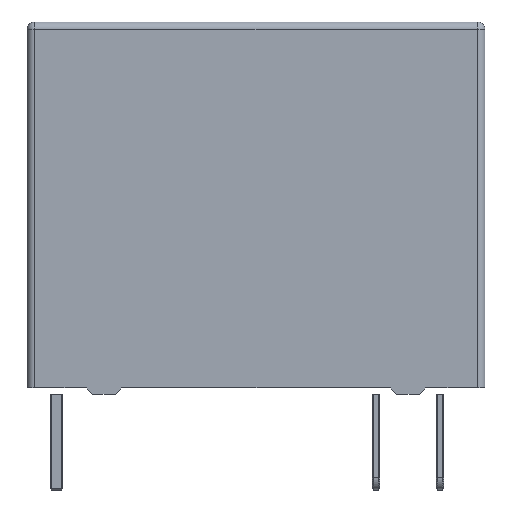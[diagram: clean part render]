
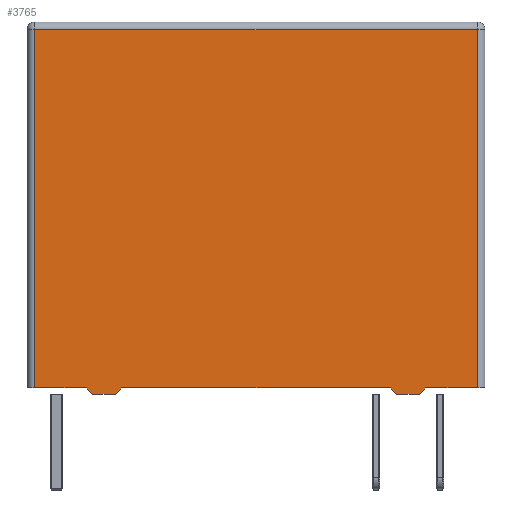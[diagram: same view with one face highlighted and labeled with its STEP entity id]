
A CAD part, front view. The second image highlights one B-rep face of the part: STEP entity #3765.
In plain terms, the highlighted planar face has unit normal (0, -1, 0).
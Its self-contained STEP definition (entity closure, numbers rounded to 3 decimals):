
#158=PLANE('',#3976);
#369=FACE_OUTER_BOUND('',#593,.T.);
#593=EDGE_LOOP('',(#3208,#3209,#3210,#3211,#3212,#3213,#3214,#3215,#3216,
#3217,#3218,#3219));
#879=LINE('',#6614,#1269);
#884=LINE('',#6623,#1274);
#888=LINE('',#6636,#1278);
#893=LINE('',#6645,#1283);
#899=LINE('',#6657,#1289);
#908=LINE('',#6693,#1298);
#910=LINE('',#6706,#1300);
#912=LINE('',#6709,#1302);
#915=LINE('',#6716,#1305);
#916=LINE('',#6718,#1306);
#917=LINE('',#6720,#1307);
#918=LINE('',#6721,#1308);
#1269=VECTOR('',#4377,10.);
#1274=VECTOR('',#4386,10.);
#1278=VECTOR('',#4396,10.);
#1283=VECTOR('',#4405,10.);
#1289=VECTOR('',#4417,10.);
#1298=VECTOR('',#4462,10.);
#1300=VECTOR('',#4478,10.);
#1302=VECTOR('',#4482,10.);
#1305=VECTOR('',#4493,10.);
#1306=VECTOR('',#4494,10.);
#1307=VECTOR('',#4495,10.);
#1308=VECTOR('',#4496,10.);
#1813=VERTEX_POINT('',#6611);
#1814=VERTEX_POINT('',#6613);
#1816=VERTEX_POINT('',#6621);
#1821=VERTEX_POINT('',#6633);
#1822=VERTEX_POINT('',#6635);
#1824=VERTEX_POINT('',#6643);
#1827=VERTEX_POINT('',#6655);
#1835=VERTEX_POINT('',#6686);
#1838=VERTEX_POINT('',#6699);
#1840=VERTEX_POINT('',#6704);
#1841=VERTEX_POINT('',#6717);
#1842=VERTEX_POINT('',#6719);
#2267=EDGE_CURVE('',#1814,#1813,#879,.T.);
#2272=EDGE_CURVE('',#1813,#1816,#884,.T.);
#2278=EDGE_CURVE('',#1822,#1821,#888,.T.);
#2283=EDGE_CURVE('',#1816,#1824,#893,.T.);
#2289=EDGE_CURVE('',#1824,#1827,#899,.T.);
#2308=EDGE_CURVE('',#1835,#1821,#908,.T.);
#2314=EDGE_CURVE('',#1840,#1838,#910,.T.);
#2316=EDGE_CURVE('',#1838,#1835,#912,.T.);
#2319=EDGE_CURVE('',#1840,#1814,#915,.T.);
#2320=EDGE_CURVE('',#1827,#1841,#916,.T.);
#2321=EDGE_CURVE('',#1841,#1842,#917,.T.);
#2322=EDGE_CURVE('',#1842,#1822,#918,.T.);
#3208=ORIENTED_EDGE('',*,*,#2308,.F.);
#3209=ORIENTED_EDGE('',*,*,#2316,.F.);
#3210=ORIENTED_EDGE('',*,*,#2314,.F.);
#3211=ORIENTED_EDGE('',*,*,#2319,.T.);
#3212=ORIENTED_EDGE('',*,*,#2267,.T.);
#3213=ORIENTED_EDGE('',*,*,#2272,.T.);
#3214=ORIENTED_EDGE('',*,*,#2283,.T.);
#3215=ORIENTED_EDGE('',*,*,#2289,.T.);
#3216=ORIENTED_EDGE('',*,*,#2320,.T.);
#3217=ORIENTED_EDGE('',*,*,#2321,.T.);
#3218=ORIENTED_EDGE('',*,*,#2322,.T.);
#3219=ORIENTED_EDGE('',*,*,#2278,.T.);
#3765=ADVANCED_FACE('',(#369),#158,.T.);
#3976=AXIS2_PLACEMENT_3D('',#6715,#4491,#4492);
#4377=DIRECTION('',(0.707,0.,-0.707));
#4386=DIRECTION('',(1.,0.,0.));
#4396=DIRECTION('',(1.,0.,0.));
#4405=DIRECTION('',(0.707,0.,0.707));
#4417=DIRECTION('',(1.,0.,0.));
#4462=DIRECTION('',(0.,0.,-1.));
#4478=DIRECTION('',(0.,0.,1.));
#4482=DIRECTION('',(1.,0.,0.));
#4491=DIRECTION('center_axis',(0.,-1.,0.));
#4492=DIRECTION('ref_axis',(1.,0.,0.));
#4493=DIRECTION('',(1.,0.,0.));
#4494=DIRECTION('',(0.707,0.,-0.707));
#4495=DIRECTION('',(1.,0.,0.));
#4496=DIRECTION('',(0.707,0.,0.707));
#6611=CARTESIAN_POINT('',(1.44,-1.3,0.));
#6613=CARTESIAN_POINT('',(1.186,-1.3,0.254));
#6614=CARTESIAN_POINT('',(0.661,-1.3,0.78));
#6621=CARTESIAN_POINT('',(2.34,-1.3,0.));
#6623=CARTESIAN_POINT('',(-1.17,-1.3,0.));
#6633=CARTESIAN_POINT('',(16.73,-1.3,0.254));
#6635=CARTESIAN_POINT('',(14.674,-1.3,0.254));
#6636=CARTESIAN_POINT('',(6.752,-1.3,0.254));
#6643=CARTESIAN_POINT('',(2.594,-1.3,0.254));
#6645=CARTESIAN_POINT('',(1.463,-1.3,-0.878));
#6655=CARTESIAN_POINT('',(13.266,-1.3,0.254));
#6657=CARTESIAN_POINT('',(0.712,-1.3,0.254));
#6686=CARTESIAN_POINT('',(16.73,-1.3,14.5));
#6693=CARTESIAN_POINT('',(16.73,-1.3,0.));
#6699=CARTESIAN_POINT('',(-0.87,-1.3,14.5));
#6704=CARTESIAN_POINT('',(-0.87,-1.3,0.254));
#6706=CARTESIAN_POINT('',(-0.87,-1.3,0.));
#6709=CARTESIAN_POINT('',(3.38,-1.3,14.5));
#6715=CARTESIAN_POINT('Origin',(-1.17,-1.3,0.));
#6716=CARTESIAN_POINT('',(-1.17,-1.3,0.254));
#6717=CARTESIAN_POINT('',(13.52,-1.3,0.));
#6718=CARTESIAN_POINT('',(9.72,-1.3,3.8));
#6719=CARTESIAN_POINT('',(14.42,-1.3,0.));
#6720=CARTESIAN_POINT('',(-1.17,-1.3,0.));
#6721=CARTESIAN_POINT('',(10.523,-1.3,-3.898));
